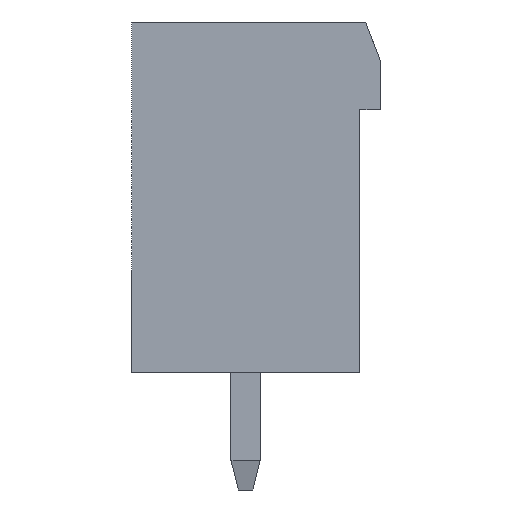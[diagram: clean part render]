
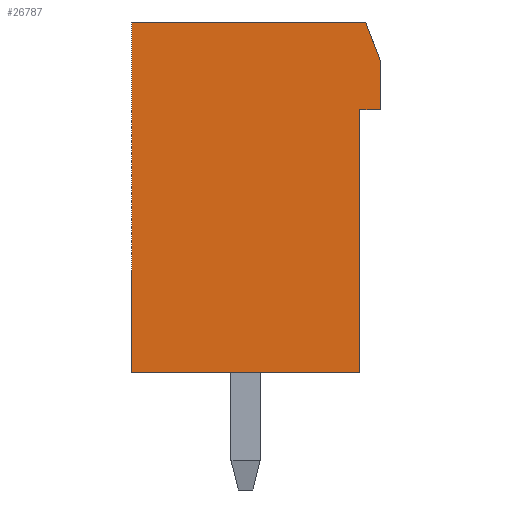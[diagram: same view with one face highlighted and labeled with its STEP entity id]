
A CAD part, left-side view. The second image highlights one B-rep face of the part: STEP entity #26787.
In plain terms, the highlighted planar face has unit normal (-1, 0, 0).
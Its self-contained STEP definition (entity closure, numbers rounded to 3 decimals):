
#3082 = VERTEX_POINT('',#3083);
#3083 = CARTESIAN_POINT('',(-30.7,-3.95,0.19));
#3089 = EDGE_CURVE('',#3090,#3082,#3092,.T.);
#3090 = VERTEX_POINT('',#3091);
#3091 = CARTESIAN_POINT('',(-30.7,3.85,0.19));
#3092 = LINE('',#3093,#3094);
#3093 = CARTESIAN_POINT('',(-30.7,3.85,0.19));
#3094 = VECTOR('',#3095,1.);
#3095 = DIRECTION('',(0.,-1.,0.));
#3497 = VERTEX_POINT('',#3498);
#3498 = CARTESIAN_POINT('',(-30.7,-3.95,9.19));
#3504 = EDGE_CURVE('',#3497,#3082,#3505,.T.);
#3505 = LINE('',#3506,#3507);
#3506 = CARTESIAN_POINT('',(-30.7,-3.95,9.19));
#3507 = VECTOR('',#3508,1.);
#3508 = DIRECTION('',(0.,0.,-1.));
#3521 = VERTEX_POINT('',#3522);
#3522 = CARTESIAN_POINT('',(-30.7,-4.65,9.19));
#3528 = EDGE_CURVE('',#3521,#3497,#3529,.T.);
#3529 = LINE('',#3530,#3531);
#3530 = CARTESIAN_POINT('',(-30.7,-4.65,9.19));
#3531 = VECTOR('',#3532,1.);
#3532 = DIRECTION('',(0.,1.,0.));
#3730 = VERTEX_POINT('',#3731);
#3731 = CARTESIAN_POINT('',(-30.7,-4.65,10.89));
#3737 = EDGE_CURVE('',#3521,#3730,#3738,.T.);
#3738 = LINE('',#3739,#3740);
#3739 = CARTESIAN_POINT('',(-30.7,-4.65,9.19));
#3740 = VECTOR('',#3741,1.);
#3741 = DIRECTION('',(0.,0.,1.));
#3763 = VERTEX_POINT('',#3764);
#3764 = CARTESIAN_POINT('',(-30.7,3.85,12.19));
#3770 = EDGE_CURVE('',#3771,#3763,#3773,.T.);
#3771 = VERTEX_POINT('',#3772);
#3772 = CARTESIAN_POINT('',(-30.7,-4.15,12.19));
#3773 = LINE('',#3774,#3775);
#3774 = CARTESIAN_POINT('',(-30.7,-4.15,12.19));
#3775 = VECTOR('',#3776,1.);
#3776 = DIRECTION('',(0.,1.,0.));
#4287 = EDGE_CURVE('',#3763,#3090,#4288,.T.);
#4288 = LINE('',#4289,#4290);
#4289 = CARTESIAN_POINT('',(-30.7,3.85,12.19));
#4290 = VECTOR('',#4291,1.);
#4291 = DIRECTION('',(0.,0.,-1.));
#25006 = EDGE_CURVE('',#3771,#3730,#25007,.T.);
#25007 = LINE('',#25008,#25009);
#25008 = CARTESIAN_POINT('',(-30.7,-4.15,12.19));
#25009 = VECTOR('',#25010,1.);
#25010 = DIRECTION('',(0.,-0.359,
    -0.933));
#26787 = ADVANCED_FACE('',(#26788),#26797,.T.);
#26788 = FACE_BOUND('',#26789,.T.);
#26789 = EDGE_LOOP('',(#26790,#26791,#26792,#26793,#26794,#26795,#26796)
  );
#26790 = ORIENTED_EDGE('',*,*,#3770,.T.);
#26791 = ORIENTED_EDGE('',*,*,#4287,.T.);
#26792 = ORIENTED_EDGE('',*,*,#3089,.T.);
#26793 = ORIENTED_EDGE('',*,*,#3504,.F.);
#26794 = ORIENTED_EDGE('',*,*,#3528,.F.);
#26795 = ORIENTED_EDGE('',*,*,#3737,.T.);
#26796 = ORIENTED_EDGE('',*,*,#25006,.F.);
#26797 = PLANE('',#26798);
#26798 = AXIS2_PLACEMENT_3D('',#26799,#26800,#26801);
#26799 = CARTESIAN_POINT('',(-30.7,10.,-2.099));
#26800 = DIRECTION('',(-1.,0.,0.));
#26801 = DIRECTION('',(0.,0.,1.));
